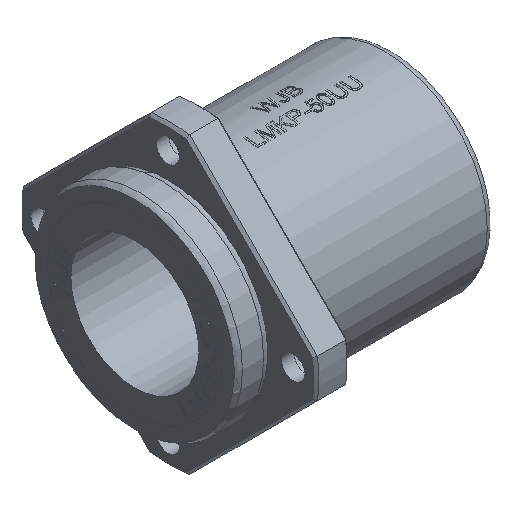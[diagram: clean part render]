
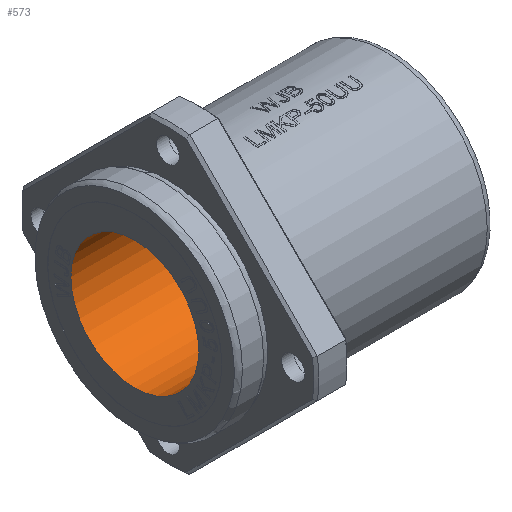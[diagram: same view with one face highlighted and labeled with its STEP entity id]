
A CAD part, isometric view. The second image highlights one B-rep face of the part: STEP entity #573.
In plain terms, the highlighted cylindrical face has radius 25 mm (diameter 50 mm), a full revolution.
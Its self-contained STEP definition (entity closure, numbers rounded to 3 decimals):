
#500=CYLINDRICAL_SURFACE('',#7015,25.);
#573=ADVANCED_FACE('',(#1318,#1319),#500,.F.);
#1187=CIRCLE('',#6944,25.);
#1188=CIRCLE('',#6945,25.);
#1189=CIRCLE('',#6947,25.);
#1318=FACE_BOUND('',#1448,.T.);
#1319=FACE_BOUND('',#1449,.T.);
#1448=EDGE_LOOP('',(#3246,#3247));
#1449=EDGE_LOOP('',(#3248));
#3246=ORIENTED_EDGE('',*,*,#5544,.T.);
#3247=ORIENTED_EDGE('',*,*,#5545,.T.);
#3248=ORIENTED_EDGE('',*,*,#5648,.F.);
#4889=VERTEX_POINT('',#9028);
#4890=VERTEX_POINT('',#9029);
#4993=VERTEX_POINT('',#9603);
#5544=EDGE_CURVE('',#4889,#4890,#1187,.T.);
#5545=EDGE_CURVE('',#4890,#4889,#1188,.T.);
#5648=EDGE_CURVE('',#4993,#4993,#1189,.T.);
#6944=AXIS2_PLACEMENT_3D('',#9027,#7380,#7381);
#6945=AXIS2_PLACEMENT_3D('',#9030,#7382,#7383);
#6947=AXIS2_PLACEMENT_3D('',#9602,#7450,#7451);
#7015=AXIS2_PLACEMENT_3D('',#10561,#7632,#7633);
#7380=DIRECTION('',(-1.,0.,0.));
#7381=DIRECTION('',(0.,0.,1.));
#7382=DIRECTION('',(-1.,0.,0.));
#7383=DIRECTION('',(0.,0.,1.));
#7450=DIRECTION('',(-1.,0.,0.));
#7451=DIRECTION('',(0.,0.,-1.));
#7632=DIRECTION('',(1.,0.,0.));
#7633=DIRECTION('',(0.,0.,1.));
#9027=CARTESIAN_POINT('',(-12.9,0.,0.));
#9028=CARTESIAN_POINT('',(-12.9,0.,25.));
#9029=CARTESIAN_POINT('',(-12.9,0.,-25.));
#9030=CARTESIAN_POINT('',(-12.9,0.,0.));
#9602=CARTESIAN_POINT('',(86.9,0.,0.));
#9603=CARTESIAN_POINT('',(86.9,0.,-25.));
#10561=CARTESIAN_POINT('',(-86.9,0.,0.));
